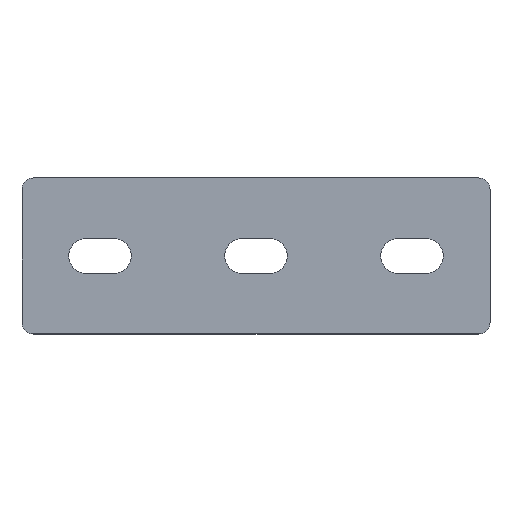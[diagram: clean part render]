
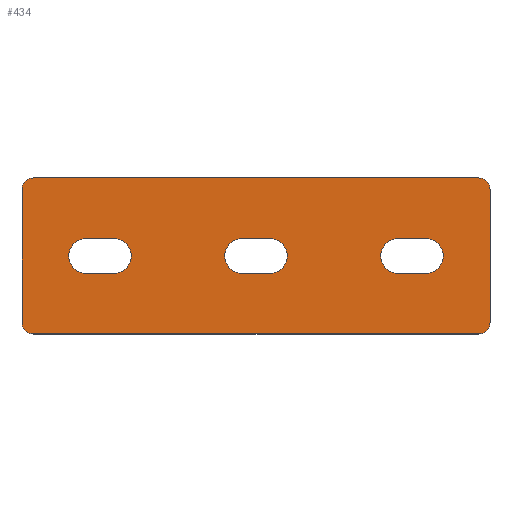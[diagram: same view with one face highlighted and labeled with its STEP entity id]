
A CAD part, top view. The second image highlights one B-rep face of the part: STEP entity #434.
In plain terms, the highlighted planar face has unit normal (0, 0, 1).
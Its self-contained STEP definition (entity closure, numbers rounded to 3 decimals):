
#18=FACE_BOUND('',#80,.T.);
#19=FACE_BOUND('',#81,.T.);
#20=FACE_BOUND('',#82,.T.);
#32=PLANE('',#496);
#54=FACE_OUTER_BOUND('',#79,.T.);
#79=EDGE_LOOP('',(#383,#384,#385,#386,#387,#388,#389,#390));
#80=EDGE_LOOP('',(#391,#392,#393,#394));
#81=EDGE_LOOP('',(#395,#396,#397,#398));
#82=EDGE_LOOP('',(#399,#400,#401,#402));
#87=LINE('',#638,#127);
#99=LINE('',#683,#139);
#105=LINE('',#701,#145);
#108=LINE('',#708,#148);
#111=LINE('',#717,#151);
#114=LINE('',#724,#154);
#117=LINE('',#733,#157);
#120=LINE('',#740,#160);
#121=LINE('',#742,#161);
#122=LINE('',#744,#162);
#127=VECTOR('',#511,10.);
#139=VECTOR('',#549,10.);
#145=VECTOR('',#569,10.);
#148=VECTOR('',#578,10.);
#151=VECTOR('',#587,10.);
#154=VECTOR('',#596,10.);
#157=VECTOR('',#605,10.);
#160=VECTOR('',#614,10.);
#161=VECTOR('',#617,10.);
#162=VECTOR('',#620,10.);
#163=CIRCLE('',#456,3.);
#174=CIRCLE('',#470,3.);
#175=CIRCLE('',#473,3.);
#176=CIRCLE('',#475,3.);
#177=CIRCLE('',#477,4.5);
#178=CIRCLE('',#480,4.5);
#179=CIRCLE('',#483,4.5);
#180=CIRCLE('',#486,4.5);
#181=CIRCLE('',#489,4.5);
#182=CIRCLE('',#492,4.5);
#183=VERTEX_POINT('',#625);
#184=VERTEX_POINT('',#626);
#188=VERTEX_POINT('',#636);
#206=VERTEX_POINT('',#676);
#207=VERTEX_POINT('',#677);
#208=VERTEX_POINT('',#682);
#209=VERTEX_POINT('',#686);
#210=VERTEX_POINT('',#690);
#211=VERTEX_POINT('',#694);
#212=VERTEX_POINT('',#695);
#213=VERTEX_POINT('',#700);
#214=VERTEX_POINT('',#704);
#215=VERTEX_POINT('',#710);
#216=VERTEX_POINT('',#711);
#217=VERTEX_POINT('',#716);
#218=VERTEX_POINT('',#720);
#219=VERTEX_POINT('',#726);
#220=VERTEX_POINT('',#727);
#221=VERTEX_POINT('',#732);
#222=VERTEX_POINT('',#736);
#223=EDGE_CURVE('',#183,#184,#163,.T.);
#229=EDGE_CURVE('',#188,#183,#87,.T.);
#248=EDGE_CURVE('',#206,#207,#174,.T.);
#251=EDGE_CURVE('',#207,#208,#99,.T.);
#253=EDGE_CURVE('',#208,#209,#175,.T.);
#255=EDGE_CURVE('',#210,#188,#176,.T.);
#257=EDGE_CURVE('',#211,#212,#177,.T.);
#260=EDGE_CURVE('',#212,#213,#105,.T.);
#262=EDGE_CURVE('',#213,#214,#178,.T.);
#264=EDGE_CURVE('',#214,#211,#108,.T.);
#265=EDGE_CURVE('',#215,#216,#179,.T.);
#268=EDGE_CURVE('',#216,#217,#111,.T.);
#270=EDGE_CURVE('',#217,#218,#180,.T.);
#272=EDGE_CURVE('',#218,#215,#114,.T.);
#273=EDGE_CURVE('',#219,#220,#181,.T.);
#276=EDGE_CURVE('',#220,#221,#117,.T.);
#278=EDGE_CURVE('',#221,#222,#182,.T.);
#280=EDGE_CURVE('',#222,#219,#120,.T.);
#281=EDGE_CURVE('',#209,#210,#121,.T.);
#282=EDGE_CURVE('',#184,#206,#122,.T.);
#383=ORIENTED_EDGE('',*,*,#223,.F.);
#384=ORIENTED_EDGE('',*,*,#229,.F.);
#385=ORIENTED_EDGE('',*,*,#255,.F.);
#386=ORIENTED_EDGE('',*,*,#281,.F.);
#387=ORIENTED_EDGE('',*,*,#253,.F.);
#388=ORIENTED_EDGE('',*,*,#251,.F.);
#389=ORIENTED_EDGE('',*,*,#248,.F.);
#390=ORIENTED_EDGE('',*,*,#282,.F.);
#391=ORIENTED_EDGE('',*,*,#257,.T.);
#392=ORIENTED_EDGE('',*,*,#260,.T.);
#393=ORIENTED_EDGE('',*,*,#262,.T.);
#394=ORIENTED_EDGE('',*,*,#264,.T.);
#395=ORIENTED_EDGE('',*,*,#265,.T.);
#396=ORIENTED_EDGE('',*,*,#268,.T.);
#397=ORIENTED_EDGE('',*,*,#270,.T.);
#398=ORIENTED_EDGE('',*,*,#272,.T.);
#399=ORIENTED_EDGE('',*,*,#273,.T.);
#400=ORIENTED_EDGE('',*,*,#276,.T.);
#401=ORIENTED_EDGE('',*,*,#278,.T.);
#402=ORIENTED_EDGE('',*,*,#280,.T.);
#434=ADVANCED_FACE('',(#54,#18,#19,#20),#32,.T.);
#456=AXIS2_PLACEMENT_3D('',#627,#501,#502);
#470=AXIS2_PLACEMENT_3D('',#678,#543,#544);
#473=AXIS2_PLACEMENT_3D('',#687,#553,#554);
#475=AXIS2_PLACEMENT_3D('',#691,#558,#559);
#477=AXIS2_PLACEMENT_3D('',#696,#563,#564);
#480=AXIS2_PLACEMENT_3D('',#705,#573,#574);
#483=AXIS2_PLACEMENT_3D('',#712,#581,#582);
#486=AXIS2_PLACEMENT_3D('',#721,#591,#592);
#489=AXIS2_PLACEMENT_3D('',#728,#599,#600);
#492=AXIS2_PLACEMENT_3D('',#737,#609,#610);
#496=AXIS2_PLACEMENT_3D('',#745,#621,#622);
#501=DIRECTION('center_axis',(0.,0.,-1.));
#502=DIRECTION('ref_axis',(-0.707,-0.707,0.));
#511=DIRECTION('',(-1.,0.,0.));
#543=DIRECTION('center_axis',(0.,0.,-1.));
#544=DIRECTION('ref_axis',(-0.707,0.707,0.));
#549=DIRECTION('',(1.,0.,0.));
#553=DIRECTION('center_axis',(0.,0.,-1.));
#554=DIRECTION('ref_axis',(0.707,0.707,0.));
#558=DIRECTION('center_axis',(0.,0.,-1.));
#559=DIRECTION('ref_axis',(0.707,-0.707,0.));
#563=DIRECTION('center_axis',(0.,0.,-1.));
#564=DIRECTION('ref_axis',(0.,1.,0.));
#569=DIRECTION('',(-1.,0.,0.));
#573=DIRECTION('center_axis',(0.,0.,-1.));
#574=DIRECTION('ref_axis',(0.,-1.,0.));
#578=DIRECTION('',(1.,0.,0.));
#581=DIRECTION('center_axis',(0.,0.,-1.));
#582=DIRECTION('ref_axis',(0.,1.,0.));
#587=DIRECTION('',(-1.,0.,0.));
#591=DIRECTION('center_axis',(0.,0.,-1.));
#592=DIRECTION('ref_axis',(0.,-1.,0.));
#596=DIRECTION('',(1.,0.,0.));
#599=DIRECTION('center_axis',(0.,0.,-1.));
#600=DIRECTION('ref_axis',(0.,1.,0.));
#605=DIRECTION('',(-1.,0.,0.));
#609=DIRECTION('center_axis',(0.,0.,-1.));
#610=DIRECTION('ref_axis',(0.,-1.,0.));
#614=DIRECTION('',(1.,0.,0.));
#617=DIRECTION('',(0.,-1.,0.));
#620=DIRECTION('',(0.,1.,0.));
#621=DIRECTION('center_axis',(0.,0.,1.));
#622=DIRECTION('ref_axis',(1.,0.,0.));
#625=CARTESIAN_POINT('',(-57.,-20.,5.));
#626=CARTESIAN_POINT('',(-60.,-17.,5.));
#627=CARTESIAN_POINT('Origin',(-57.,-17.,5.));
#636=CARTESIAN_POINT('',(57.,-20.,5.));
#638=CARTESIAN_POINT('',(60.,-20.,5.));
#676=CARTESIAN_POINT('',(-60.,17.,5.));
#677=CARTESIAN_POINT('',(-57.,20.,5.));
#678=CARTESIAN_POINT('Origin',(-57.,17.,5.));
#682=CARTESIAN_POINT('',(57.,20.,5.));
#683=CARTESIAN_POINT('',(-60.,20.,5.));
#686=CARTESIAN_POINT('',(60.,17.,5.));
#687=CARTESIAN_POINT('Origin',(57.,17.,5.));
#690=CARTESIAN_POINT('',(60.,-17.,5.));
#691=CARTESIAN_POINT('Origin',(57.,-17.,5.));
#694=CARTESIAN_POINT('',(43.5,4.5,5.));
#695=CARTESIAN_POINT('',(43.5,-4.5,5.));
#696=CARTESIAN_POINT('Origin',(43.5,0.,5.));
#700=CARTESIAN_POINT('',(36.5,-4.5,5.));
#701=CARTESIAN_POINT('',(21.75,-4.5,5.));
#704=CARTESIAN_POINT('',(36.5,4.5,5.));
#705=CARTESIAN_POINT('Origin',(36.5,0.,5.));
#708=CARTESIAN_POINT('',(18.25,4.5,5.));
#710=CARTESIAN_POINT('',(3.5,4.5,5.));
#711=CARTESIAN_POINT('',(3.5,-4.5,5.));
#712=CARTESIAN_POINT('Origin',(3.5,0.,5.));
#716=CARTESIAN_POINT('',(-3.5,-4.5,5.));
#717=CARTESIAN_POINT('',(1.75,-4.5,5.));
#720=CARTESIAN_POINT('',(-3.5,4.5,5.));
#721=CARTESIAN_POINT('Origin',(-3.5,0.,5.));
#724=CARTESIAN_POINT('',(-1.75,4.5,5.));
#726=CARTESIAN_POINT('',(-36.5,4.5,5.));
#727=CARTESIAN_POINT('',(-36.5,-4.5,5.));
#728=CARTESIAN_POINT('Origin',(-36.5,0.,5.));
#732=CARTESIAN_POINT('',(-43.5,-4.5,5.));
#733=CARTESIAN_POINT('',(-18.25,-4.5,5.));
#736=CARTESIAN_POINT('',(-43.5,4.5,5.));
#737=CARTESIAN_POINT('Origin',(-43.5,0.,5.));
#740=CARTESIAN_POINT('',(-21.75,4.5,5.));
#742=CARTESIAN_POINT('',(60.,20.,5.));
#744=CARTESIAN_POINT('',(-60.,-20.,5.));
#745=CARTESIAN_POINT('Origin',(0.,0.,5.));
